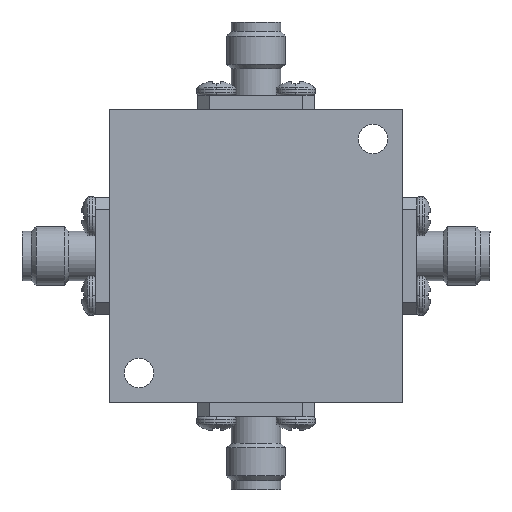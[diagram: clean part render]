
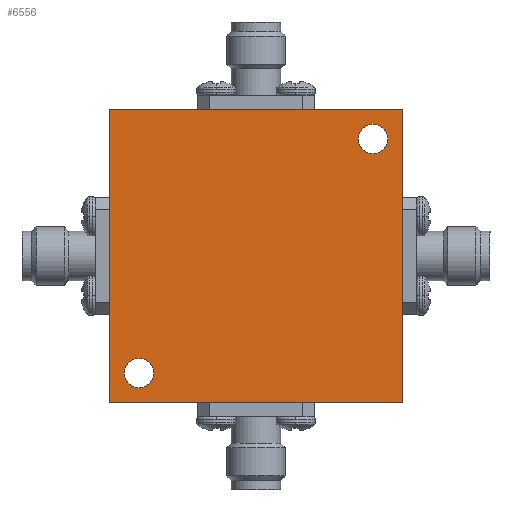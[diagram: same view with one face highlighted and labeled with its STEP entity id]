
A CAD part, front view. The second image highlights one B-rep face of the part: STEP entity #6556.
In plain terms, the highlighted planar face has unit normal (0, -1, 0).
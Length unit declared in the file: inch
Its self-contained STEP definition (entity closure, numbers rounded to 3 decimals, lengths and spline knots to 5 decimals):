
#104 = DIRECTION ( 'NONE',  ( 0., 0., 1. ) ) ;
#495 = CARTESIAN_POINT ( 'NONE',  ( 0.5, 0., 0.5 ) ) ;
#582 = AXIS2_PLACEMENT_3D ( 'NONE', #56682, #62608, #57090 ) ;
#857 = DIRECTION ( 'NONE',  ( 0., 0., -1. ) ) ;
#1579 = EDGE_CURVE ( 'NONE', #25652, #71719, #64263, .T. ) ;
#2916 = ORIENTED_EDGE ( 'NONE', *, *, #67065, .T. ) ;
#4903 = EDGE_LOOP ( 'NONE', ( #15478, #41542, #41419, #63579 ) ) ;
#5213 = LINE ( 'NONE', #47967, #9815 ) ;
#5627 = VERTEX_POINT ( 'NONE', #18581 ) ;
#6556 = ADVANCED_FACE ( 'NONE', ( #18213, #35612, #59751 ), #18971, .T. ) ;
#9815 = VECTOR ( 'NONE', #857, 39.37008 ) ;
#13056 = CARTESIAN_POINT ( 'NONE',  ( 0., 0., 0. ) ) ;
#15478 = ORIENTED_EDGE ( 'NONE', *, *, #51421, .F. ) ;
#16179 = AXIS2_PLACEMENT_3D ( 'NONE', #30745, #73010, #38249 ) ;
#16995 = LINE ( 'NONE', #46696, #28864 ) ;
#17801 = DIRECTION ( 'NONE',  ( 0., 0., -1. ) ) ;
#17968 = AXIS2_PLACEMENT_3D ( 'NONE', #23679, #72307, #18158 ) ;
#18158 = DIRECTION ( 'NONE',  ( 0., 0., 1. ) ) ;
#18213 = FACE_BOUND ( 'NONE', #37641, .T. ) ;
#18581 = CARTESIAN_POINT ( 'NONE',  ( 0.625, 0., 0.625 ) ) ;
#18734 = LINE ( 'NONE', #72881, #40096 ) ;
#18971 = PLANE ( 'NONE',  #76029 ) ;
#19438 = LINE ( 'NONE', #61021, #27419 ) ;
#21833 = ORIENTED_EDGE ( 'NONE', *, *, #1579, .T. ) ;
#22964 = CARTESIAN_POINT ( 'NONE',  ( -0.625, 0., 0.625 ) ) ;
#23679 = CARTESIAN_POINT ( 'NONE',  ( -0.5, 0., -0.5 ) ) ;
#23691 = EDGE_CURVE ( 'NONE', #48694, #34601, #25017, .T. ) ;
#25017 = CIRCLE ( 'NONE', #16179, 0.0625 ) ;
#25652 = VERTEX_POINT ( 'NONE', #33202 ) ;
#27419 = VECTOR ( 'NONE', #36480, 39.37008 ) ;
#27493 = VERTEX_POINT ( 'NONE', #69099 ) ;
#27641 = AXIS2_PLACEMENT_3D ( 'NONE', #495, #59817, #104 ) ;
#28864 = VECTOR ( 'NONE', #47107, 39.37008 ) ;
#30745 = CARTESIAN_POINT ( 'NONE',  ( -0.5, 0., -0.5 ) ) ;
#33202 = CARTESIAN_POINT ( 'NONE',  ( 0.5, 0., 0.4375 ) ) ;
#33432 = CIRCLE ( 'NONE', #582, 0.0625 ) ;
#34601 = VERTEX_POINT ( 'NONE', #61918 ) ;
#35612 = FACE_OUTER_BOUND ( 'NONE', #4903, .T. ) ;
#36480 = DIRECTION ( 'NONE',  ( 0., 0., 1. ) ) ;
#37195 = DIRECTION ( 'NONE',  ( 0., -1., 0. ) ) ;
#37641 = EDGE_LOOP ( 'NONE', ( #2916, #53006 ) ) ;
#38249 = DIRECTION ( 'NONE',  ( 0., 0., 1. ) ) ;
#39029 = VERTEX_POINT ( 'NONE', #52622 ) ;
#40096 = VECTOR ( 'NONE', #66584, 39.37008 ) ;
#41419 = ORIENTED_EDGE ( 'NONE', *, *, #70852, .F. ) ;
#41542 = ORIENTED_EDGE ( 'NONE', *, *, #51176, .F. ) ;
#42601 = EDGE_CURVE ( 'NONE', #71719, #25652, #33432, .T. ) ;
#44360 = EDGE_CURVE ( 'NONE', #39029, #27493, #16995, .T. ) ;
#46696 = CARTESIAN_POINT ( 'NONE',  ( -0.625, 0., -0.625 ) ) ;
#47107 = DIRECTION ( 'NONE',  ( -1., 0., 0. ) ) ;
#47967 = CARTESIAN_POINT ( 'NONE',  ( 0.625, 0., 0.625 ) ) ;
#48694 = VERTEX_POINT ( 'NONE', #63451 ) ;
#50857 = CIRCLE ( 'NONE', #17968, 0.0625 ) ;
#51176 = EDGE_CURVE ( 'NONE', #71831, #5627, #18734, .T. ) ;
#51421 = EDGE_CURVE ( 'NONE', #5627, #39029, #5213, .T. ) ;
#52622 = CARTESIAN_POINT ( 'NONE',  ( 0.625, 0., -0.625 ) ) ;
#53006 = ORIENTED_EDGE ( 'NONE', *, *, #23691, .T. ) ;
#56682 = CARTESIAN_POINT ( 'NONE',  ( 0.5, 0., 0.5 ) ) ;
#57090 = DIRECTION ( 'NONE',  ( 0., 0., 1. ) ) ;
#59751 = FACE_BOUND ( 'NONE', #71869, .T. ) ;
#59817 = DIRECTION ( 'NONE',  ( 0., 1., 0. ) ) ;
#61021 = CARTESIAN_POINT ( 'NONE',  ( -0.625, 0., 0.625 ) ) ;
#61918 = CARTESIAN_POINT ( 'NONE',  ( -0.5, 0., -0.5625 ) ) ;
#62608 = DIRECTION ( 'NONE',  ( 0., 1., 0. ) ) ;
#63411 = ORIENTED_EDGE ( 'NONE', *, *, #42601, .T. ) ;
#63451 = CARTESIAN_POINT ( 'NONE',  ( -0.5, 0., -0.4375 ) ) ;
#63579 = ORIENTED_EDGE ( 'NONE', *, *, #44360, .F. ) ;
#64263 = CIRCLE ( 'NONE', #27641, 0.0625 ) ;
#66584 = DIRECTION ( 'NONE',  ( 1., 0., 0. ) ) ;
#67065 = EDGE_CURVE ( 'NONE', #34601, #48694, #50857, .T. ) ;
#69099 = CARTESIAN_POINT ( 'NONE',  ( -0.625, 0., -0.625 ) ) ;
#69625 = CARTESIAN_POINT ( 'NONE',  ( 0.5, 0., 0.5625 ) ) ;
#70852 = EDGE_CURVE ( 'NONE', #27493, #71831, #19438, .T. ) ;
#71719 = VERTEX_POINT ( 'NONE', #69625 ) ;
#71831 = VERTEX_POINT ( 'NONE', #22964 ) ;
#71869 = EDGE_LOOP ( 'NONE', ( #21833, #63411 ) ) ;
#72307 = DIRECTION ( 'NONE',  ( 0., 1., 0. ) ) ;
#72881 = CARTESIAN_POINT ( 'NONE',  ( -0.625, 0., 0.625 ) ) ;
#73010 = DIRECTION ( 'NONE',  ( 0., 1., 0. ) ) ;
#76029 = AXIS2_PLACEMENT_3D ( 'NONE', #13056, #37195, #17801 ) ;
